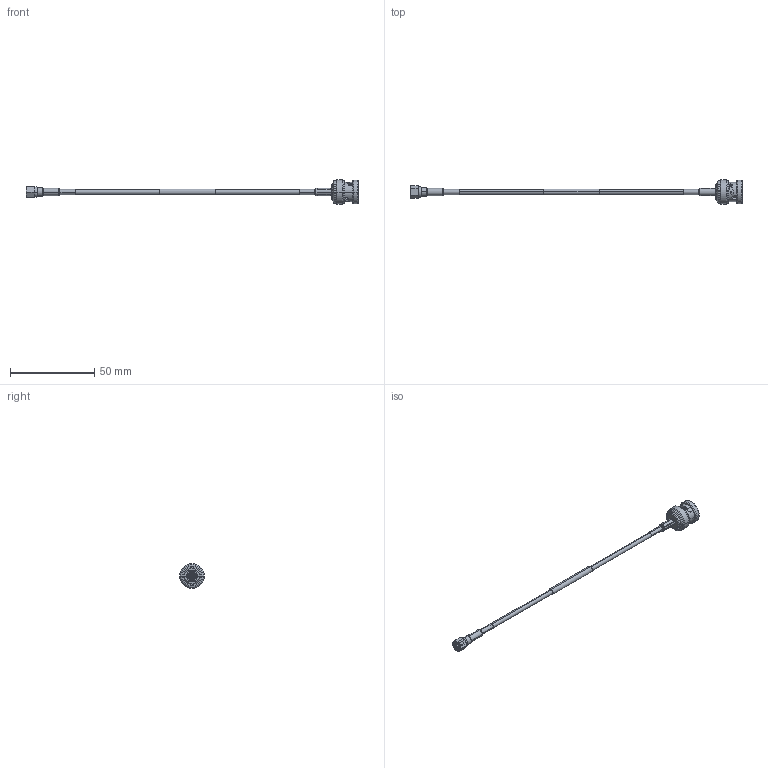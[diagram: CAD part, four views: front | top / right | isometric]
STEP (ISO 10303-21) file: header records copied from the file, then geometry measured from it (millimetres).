
FILE_DESCRIPTION (( 'STEP AP214' ), '1' );
FILE_NAME ('FMC00653_3D.step', '2023-02-23T03:03:04', ( '' ), ( '' ), 'SwSTEP 2.0', 'SolidWorks 2022', '' );
FILE_SCHEMA (( 'AUTOMOTIVE_DESIGN' ));
Length unit declared in the file: inch
Products named in the file (6): LMR-100A-PVC Ø.110 jacket^FMC00653; heat shrink conn 2^FMC00653_conn 1; FMC00653_3D; SC6031^FMC00653_CRIMPED; heat shrink conn 1^FMC00653_conn 1; SC8801
Assembly tree (5 placements, depth 2):
  FMC00653_3D
    LMR-100A-PVC Ø.110 jacket^FMC00653
    SC8801
    heat shrink conn 1^FMC00653_conn 1
    SC6031^FMC00653_CRIMPED
    heat shrink conn 2^FMC00653_conn 1
Bounding box: 197.22 x 14.48 x 14.48 mm (x, y, z)
Volume: 2990.4 mm3; surface area: 5752.5 mm2
Topology: 7 solids, 8 shells, 309 faces, 689 edges, 416 vertices
Faces by surface type: cylinder 97, cone 92, plane 88, torus 18, bspline 14
Entity records: 10449 total; most frequent: CARTESIAN_POINT 2888, DIRECTION 1571, ORIENTED_EDGE 1378, EDGE_CURVE 689, AXIS2_PLACEMENT_3D 651, VERTEX_POINT 416, CIRCLE 348, EDGE_LOOP 341
